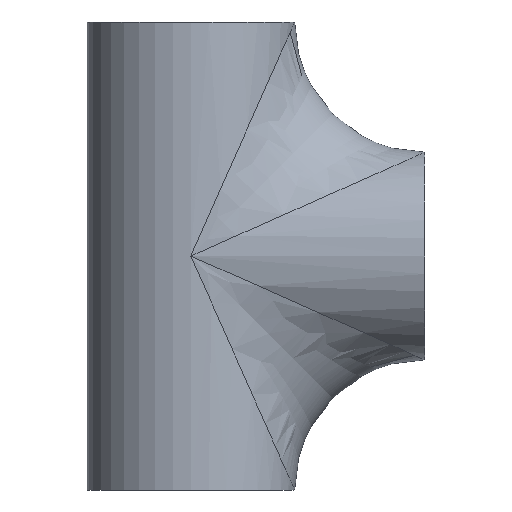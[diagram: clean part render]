
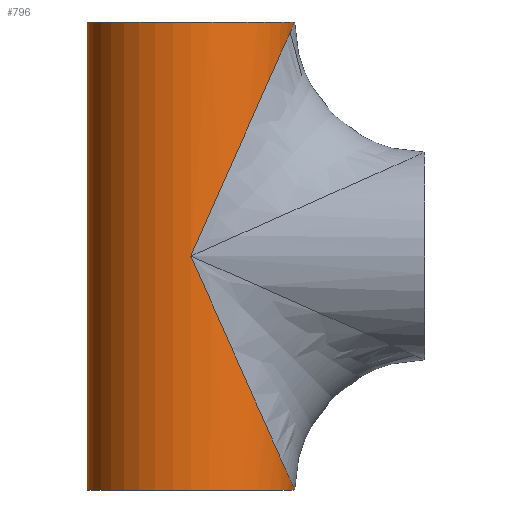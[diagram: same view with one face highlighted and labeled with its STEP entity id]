
A CAD part, front view. The second image highlights one B-rep face of the part: STEP entity #796.
In plain terms, the highlighted cylindrical face has radius 16.85 mm (diameter 33.7 mm), a partial arc.
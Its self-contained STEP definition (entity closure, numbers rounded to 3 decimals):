
#15 = DIRECTION ( 'NONE',  ( 0., 0., 1. ) ) ;
#20 = EDGE_CURVE ( 'NONE', #174, #646, #985, .T. ) ;
#24 = CARTESIAN_POINT ( 'NONE',  ( 9.871, -16.85, -22.26 ) ) ;
#33 = LINE ( 'NONE', #618, #655 ) ;
#77 = EDGE_CURVE ( 'NONE', #264, #732, #33, .T. ) ;
#101 = CARTESIAN_POINT ( 'NONE',  ( 9.871, -16.85, 22.26 ) ) ;
#128 = DIRECTION ( 'NONE',  ( 0., 0., 1. ) ) ;
#162 = CARTESIAN_POINT ( 'NONE',  ( 16.85, 0., 38. ) ) ;
#167 = FACE_OUTER_BOUND ( 'NONE', #652, .T. ) ;
#174 = VERTEX_POINT ( 'NONE', #225 ) ;
#192 = CARTESIAN_POINT ( 'NONE',  ( 0., -16.85, 0. ) ) ;
#211 = DIRECTION ( 'NONE',  ( 1., 0., 0. ) ) ;
#220 = CARTESIAN_POINT ( 'NONE',  ( 0., 0., -38. ) ) ;
#225 = CARTESIAN_POINT ( 'NONE',  ( 16.85, 0., -38. ) ) ;
#229 = CIRCLE ( 'NONE', #321, 16.85 ) ;
#237 = VERTEX_POINT ( 'NONE', #869 ) ;
#243 = ORIENTED_EDGE ( 'NONE', *, *, #77, .T. ) ;
#262 = AXIS2_PLACEMENT_3D ( 'NONE', #981, #1068, #803 ) ;
#264 = VERTEX_POINT ( 'NONE', #613 ) ;
#270 = CARTESIAN_POINT ( 'NONE',  ( -16.85, 0., -38. ) ) ;
#321 = AXIS2_PLACEMENT_3D ( 'NONE', #220, #15, #211 ) ;
#339 = CARTESIAN_POINT ( 'NONE',  ( 0., -16.85, 0. ) ) ;
#406 = AXIS2_PLACEMENT_3D ( 'NONE', #1062, #128, #620 ) ;
#415 = ORIENTED_EDGE ( 'NONE', *, *, #20, .T. ) ;
#428 = EDGE_CURVE ( 'NONE', #732, #174, #229, .T. ) ;
#452 = ORIENTED_EDGE ( 'NONE', *, *, #500, .F. ) ;
#500 = EDGE_CURVE ( 'NONE', #264, #237, #901, .T. ) ;
#548 = DIRECTION ( 'NONE',  ( 0., 0., -1. ) ) ;
#613 = CARTESIAN_POINT ( 'NONE',  ( -16.85, 0., 38. ) ) ;
#614 = CARTESIAN_POINT ( 'NONE',  ( 16.85, -9.871, -38. ) ) ;
#618 = CARTESIAN_POINT ( 'NONE',  ( -16.85, 0., 38. ) ) ;
#620 = DIRECTION ( 'NONE',  ( 1., 0., 0. ) ) ;
#645 = CARTESIAN_POINT ( 'NONE',  ( 16.85, -9.871, 38. ) ) ;
#646 = VERTEX_POINT ( 'NONE', #339 ) ;
#652 = EDGE_LOOP ( 'NONE', ( #452, #243, #1086, #415, #748 ) ) ;
#655 = VECTOR ( 'NONE', #548, 1000. ) ;
#695 = CARTESIAN_POINT ( 'NONE',  ( 16.85, 0., -38. ) ) ;
#732 = VERTEX_POINT ( 'NONE', #270 ) ;
#738 = CYLINDRICAL_SURFACE ( 'NONE', #262, 16.85 ) ;
#747 = EDGE_CURVE ( 'NONE', #646, #237, #958, .T. ) ;
#748 = ORIENTED_EDGE ( 'NONE', *, *, #747, .T. ) ;
#796 = ADVANCED_FACE ( 'NONE', ( #167 ), #738, .T. ) ;
#803 = DIRECTION ( 'NONE',  ( -1., 0., 0. ) ) ;
#869 = CARTESIAN_POINT ( 'NONE',  ( 16.85, 0., 38. ) ) ;
#901 = CIRCLE ( 'NONE', #406, 16.85 ) ;
#958 =( BOUNDED_CURVE ( )  B_SPLINE_CURVE ( 3, ( #192, #101, #645, #162 ),
 .UNSPECIFIED., .F., .F. ) 
 B_SPLINE_CURVE_WITH_KNOTS ( ( 4, 4 ),
 ( 1.571, 3.142 ),
 .UNSPECIFIED. ) 
 CURVE ( )  GEOMETRIC_REPRESENTATION_ITEM ( )  RATIONAL_B_SPLINE_CURVE ( ( 1., 0.805, 0.805, 1. ) ) 
 REPRESENTATION_ITEM ( '' )  );
#981 = CARTESIAN_POINT ( 'NONE',  ( 0., 0., 38. ) ) ;
#985 =( BOUNDED_CURVE ( )  B_SPLINE_CURVE ( 3, ( #695, #614, #24, #1053 ),
 .UNSPECIFIED., .F., .F. ) 
 B_SPLINE_CURVE_WITH_KNOTS ( ( 4, 4 ),
 ( 3.142, 4.712 ),
 .UNSPECIFIED. ) 
 CURVE ( )  GEOMETRIC_REPRESENTATION_ITEM ( )  RATIONAL_B_SPLINE_CURVE ( ( 1., 0.805, 0.805, 1. ) ) 
 REPRESENTATION_ITEM ( '' )  );
#1053 = CARTESIAN_POINT ( 'NONE',  ( 0., -16.85, 0. ) ) ;
#1062 = CARTESIAN_POINT ( 'NONE',  ( 0., 0., 38. ) ) ;
#1068 = DIRECTION ( 'NONE',  ( 0., 0., -1. ) ) ;
#1086 = ORIENTED_EDGE ( 'NONE', *, *, #428, .T. ) ;
